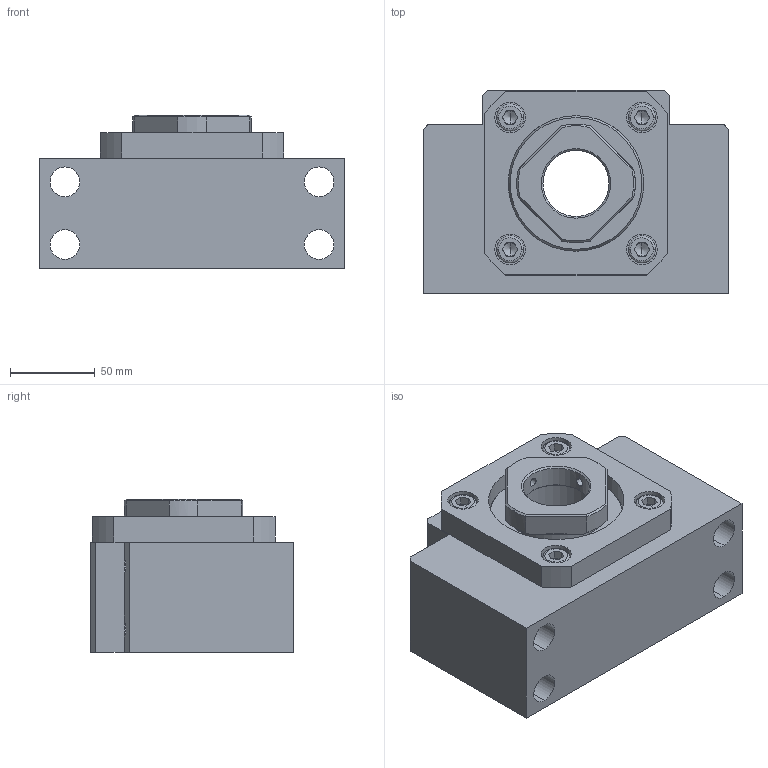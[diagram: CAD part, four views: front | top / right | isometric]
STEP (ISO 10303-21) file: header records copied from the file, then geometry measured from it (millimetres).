
FILE_DESCRIPTION (( 'STEP AP214' ), '1' );
FILE_NAME ('Bk50.STEP', '2019-04-04T08:55:11', ( '' ), ( '' ), 'SwSTEP 2.0', 'SolidWorks 2015', '' );
FILE_SCHEMA (( 'AUTOMOTIVE_DESIGN' ));
Length unit declared in the file: millimetre
Products named in the file (1): Bk50
Bounding box: 180 x 120.1 x 90.6 mm (x, y, z)
Surface area: 146237.5 mm2 (no closed solid volume)
Topology: 0 solids, 37 shells, 738 faces, 2020 edges, 1335 vertices
Faces by surface type: plane 613, cylinder 55, cone 41, bspline 29
Entity records: 26098 total; most frequent: CARTESIAN_POINT 6557, ORIENTED_EDGE 3947, DIRECTION 3477, EDGE_CURVE 2012, VECTOR 1715, LINE 1715, VERTEX_POINT 1335, AXIS2_PLACEMENT_3D 881
